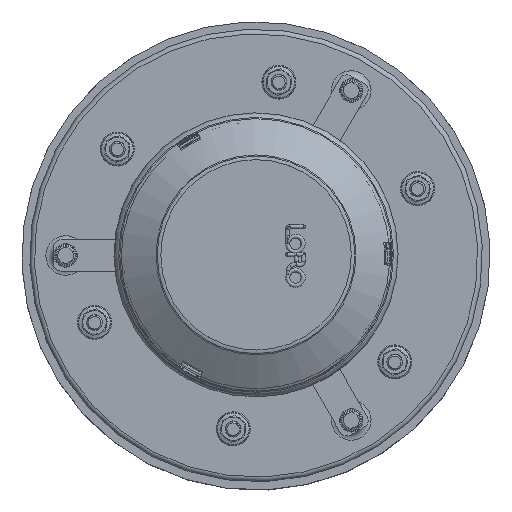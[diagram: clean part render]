
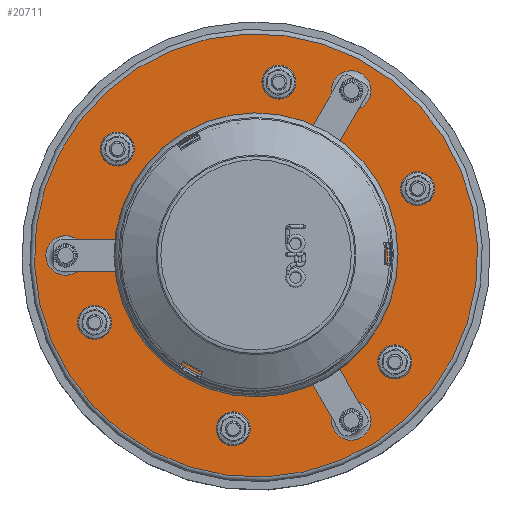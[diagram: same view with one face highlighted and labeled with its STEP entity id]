
A CAD part, top view. The second image highlights one B-rep face of the part: STEP entity #20711.
In plain terms, the highlighted planar face has unit normal (0, 0, 1).
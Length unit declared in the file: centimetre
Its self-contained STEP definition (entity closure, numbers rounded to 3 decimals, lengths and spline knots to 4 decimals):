
#4036=FACE_BOUND('',#6054,.T.);
#4037=FACE_BOUND('',#6055,.T.);
#4038=FACE_BOUND('',#6056,.T.);
#4039=FACE_BOUND('',#6057,.T.);
#4040=FACE_BOUND('',#6058,.T.);
#4041=FACE_BOUND('',#6059,.T.);
#4042=FACE_BOUND('',#6060,.T.);
#4043=FACE_BOUND('',#6061,.T.);
#4044=FACE_BOUND('',#6062,.T.);
#4045=FACE_BOUND('',#6063,.T.);
#4695=FACE_OUTER_BOUND('',#6053,.T.);
#6053=EDGE_LOOP('',(#15467));
#6054=EDGE_LOOP('',(#15468));
#6055=EDGE_LOOP('',(#15469));
#6056=EDGE_LOOP('',(#15470));
#6057=EDGE_LOOP('',(#15471));
#6058=EDGE_LOOP('',(#15472));
#6059=EDGE_LOOP('',(#15473));
#6060=EDGE_LOOP('',(#15474));
#6061=EDGE_LOOP('',(#15475));
#6062=EDGE_LOOP('',(#15476));
#6063=EDGE_LOOP('',(#15477));
#7598=CIRCLE('',#22546,12.6615);
#7600=CIRCLE('',#22549,142.);
#7601=CIRCLE('',#22550,12.6615);
#7602=CIRCLE('',#22551,82.);
#7603=CIRCLE('',#22552,8.);
#7604=CIRCLE('',#22553,8.);
#7605=CIRCLE('',#22554,8.);
#7606=CIRCLE('',#22555,8.);
#7607=CIRCLE('',#22556,8.);
#7608=CIRCLE('',#22557,8.);
#7609=CIRCLE('',#22558,12.6615);
#9069=VERTEX_POINT('',#33781);
#9070=VERTEX_POINT('',#33786);
#9071=VERTEX_POINT('',#33788);
#9072=VERTEX_POINT('',#33790);
#9073=VERTEX_POINT('',#33792);
#9074=VERTEX_POINT('',#33794);
#9075=VERTEX_POINT('',#33796);
#9076=VERTEX_POINT('',#33798);
#9077=VERTEX_POINT('',#33800);
#9078=VERTEX_POINT('',#33802);
#9079=VERTEX_POINT('',#33804);
#11378=EDGE_CURVE('',#9069,#9069,#7598,.T.);
#11380=EDGE_CURVE('',#9070,#9070,#7600,.T.);
#11381=EDGE_CURVE('',#9071,#9071,#7601,.T.);
#11382=EDGE_CURVE('',#9072,#9072,#7602,.T.);
#11383=EDGE_CURVE('',#9073,#9073,#7603,.T.);
#11384=EDGE_CURVE('',#9074,#9074,#7604,.T.);
#11385=EDGE_CURVE('',#9075,#9075,#7605,.T.);
#11386=EDGE_CURVE('',#9076,#9076,#7606,.T.);
#11387=EDGE_CURVE('',#9077,#9077,#7607,.T.);
#11388=EDGE_CURVE('',#9078,#9078,#7608,.T.);
#11389=EDGE_CURVE('',#9079,#9079,#7609,.T.);
#15467=ORIENTED_EDGE('',*,*,#11380,.F.);
#15468=ORIENTED_EDGE('',*,*,#11381,.F.);
#15469=ORIENTED_EDGE('',*,*,#11382,.T.);
#15470=ORIENTED_EDGE('',*,*,#11383,.T.);
#15471=ORIENTED_EDGE('',*,*,#11384,.T.);
#15472=ORIENTED_EDGE('',*,*,#11385,.T.);
#15473=ORIENTED_EDGE('',*,*,#11386,.T.);
#15474=ORIENTED_EDGE('',*,*,#11387,.T.);
#15475=ORIENTED_EDGE('',*,*,#11388,.T.);
#15476=ORIENTED_EDGE('',*,*,#11389,.F.);
#15477=ORIENTED_EDGE('',*,*,#11378,.F.);
#19808=PLANE('',#22548);
#20711=ADVANCED_FACE('',(#4695,#4036,#4037,#4038,#4039,#4040,#4041,#4042,
#4043,#4044,#4045),#19808,.T.);
#22546=AXIS2_PLACEMENT_3D('',#33783,#26534,#26535);
#22548=AXIS2_PLACEMENT_3D('',#33785,#26538,#26539);
#22549=AXIS2_PLACEMENT_3D('',#33787,#26540,#26541);
#22550=AXIS2_PLACEMENT_3D('',#33789,#26542,#26543);
#22551=AXIS2_PLACEMENT_3D('',#33791,#26544,#26545);
#22552=AXIS2_PLACEMENT_3D('',#33793,#26546,#26547);
#22553=AXIS2_PLACEMENT_3D('',#33795,#26548,#26549);
#22554=AXIS2_PLACEMENT_3D('',#33797,#26550,#26551);
#22555=AXIS2_PLACEMENT_3D('',#33799,#26552,#26553);
#22556=AXIS2_PLACEMENT_3D('',#33801,#26554,#26555);
#22557=AXIS2_PLACEMENT_3D('',#33803,#26556,#26557);
#22558=AXIS2_PLACEMENT_3D('',#33805,#26558,#26559);
#26534=DIRECTION('center_axis',(0.,0.,1.));
#26535=DIRECTION('ref_axis',(-0.609,0.793,0.));
#26538=DIRECTION('center_axis',(0.,0.,1.));
#26539=DIRECTION('ref_axis',(0.,-1.,0.));
#26540=DIRECTION('center_axis',(0.,0.,-1.));
#26541=DIRECTION('ref_axis',(1.,0.,0.));
#26542=DIRECTION('center_axis',(0.,0.,1.));
#26543=DIRECTION('ref_axis',(-0.383,-0.924,0.));
#26544=DIRECTION('center_axis',(0.,0.,-1.));
#26545=DIRECTION('ref_axis',(1.,0.,0.));
#26546=DIRECTION('center_axis',(0.,0.,-1.));
#26547=DIRECTION('ref_axis',(-1.,0.,0.));
#26548=DIRECTION('center_axis',(0.,0.,-1.));
#26549=DIRECTION('ref_axis',(-1.,0.,0.));
#26550=DIRECTION('center_axis',(0.,0.,-1.));
#26551=DIRECTION('ref_axis',(-1.,0.,0.));
#26552=DIRECTION('center_axis',(0.,0.,-1.));
#26553=DIRECTION('ref_axis',(-1.,0.,0.));
#26554=DIRECTION('center_axis',(0.,0.,-1.));
#26555=DIRECTION('ref_axis',(1.,0.,0.));
#26556=DIRECTION('center_axis',(0.,0.,-1.));
#26557=DIRECTION('ref_axis',(-1.,0.,0.));
#26558=DIRECTION('center_axis',(0.,0.,1.));
#26559=DIRECTION('ref_axis',(0.991,0.131,0.));
#33781=CARTESIAN_POINT('',(3394.4351,2801.9356,6.));
#33783=CARTESIAN_POINT('Origin',(3394.4351,2814.5971,6.));
#33785=CARTESIAN_POINT('Origin',(3349.2242,2888.866,6.));
#33786=CARTESIAN_POINT('',(3491.2242,2746.866,6.));
#33787=CARTESIAN_POINT('Origin',(3491.2242,2888.866,6.));
#33788=CARTESIAN_POINT('',(3603.9375,2829.5171,6.));
#33789=CARTESIAN_POINT('Origin',(3603.9375,2842.1786,6.));
#33790=CARTESIAN_POINT('',(3491.2242,2806.866,6.));
#33791=CARTESIAN_POINT('Origin',(3491.2242,2888.866,6.));
#33792=CARTESIAN_POINT('',(3555.2242,2985.8609,6.));
#33793=CARTESIAN_POINT('Origin',(3547.2242,2985.8609,6.));
#33794=CARTESIAN_POINT('',(3443.2242,2985.8609,6.));
#33795=CARTESIAN_POINT('Origin',(3435.2242,2985.8609,6.));
#33796=CARTESIAN_POINT('',(3555.2242,2791.8712,6.));
#33797=CARTESIAN_POINT('Origin',(3547.2242,2791.8712,6.));
#33798=CARTESIAN_POINT('',(3443.2242,2791.8712,6.));
#33799=CARTESIAN_POINT('Origin',(3435.2242,2791.8712,6.));
#33800=CARTESIAN_POINT('',(3371.2242,2888.866,6.));
#33801=CARTESIAN_POINT('Origin',(3379.2242,2888.866,6.));
#33802=CARTESIAN_POINT('',(3611.2242,2888.866,6.));
#33803=CARTESIAN_POINT('Origin',(3603.2242,2888.866,6.));
#33804=CARTESIAN_POINT('',(3475.3,2997.1608,6.));
#33805=CARTESIAN_POINT('Origin',(3475.3,3009.8223,6.));
